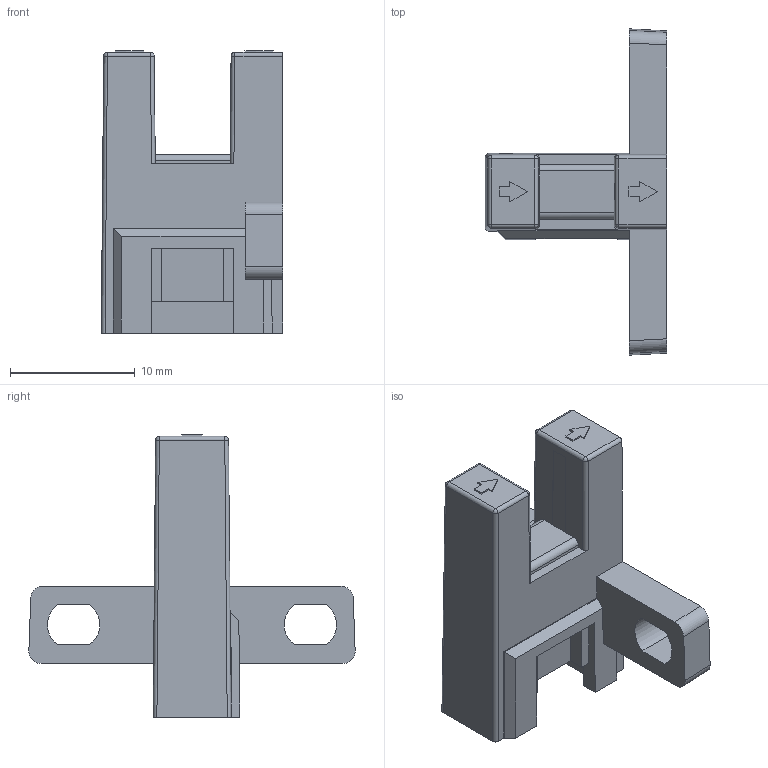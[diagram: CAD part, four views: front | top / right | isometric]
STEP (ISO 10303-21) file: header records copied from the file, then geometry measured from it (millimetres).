
FILE_DESCRIPTION(/* description */ (''),/* implementation_level */ '2;1');
FILE_NAME(/* name */ '',/* time_stamp */ '2024-02-19T09:24:40+08:00',/* author */ (''),/* organization */ (''),/* preprocessor_version */ 'ST-DEVELOPER v14',/* originating_system */ 'SIEMENS PLM Software NX 8.0',/* authorisation */ '');
FILE_SCHEMA (('AUTOMOTIVE_DESIGN { 1 0 10303 214 3 1 1 1 }'));
Length unit declared in the file: millimetre
Products named in the file (1): Admi453CBD7F2u3k
Bounding box: 14.56 x 26.18 x 22.65 mm (x, y, z)
Volume: 1670.5 mm3; surface area: 1817 mm2
Topology: 1 solids, 2 shells, 191 faces, 517 edges, 334 vertices
Faces by surface type: plane 150, cylinder 29, sphere 6, bspline 4, cone 2
Full cylindrical faces by diameter (mm): 0.55 x4
Entity records: 6305 total; most frequent: CARTESIAN_POINT 1261, ORIENTED_EDGE 1006, DIRECTION 925, EDGE_CURVE 503, LINE 425, VECTOR 425, VERTEX_POINT 330, AXIS2_PLACEMENT_3D 250
